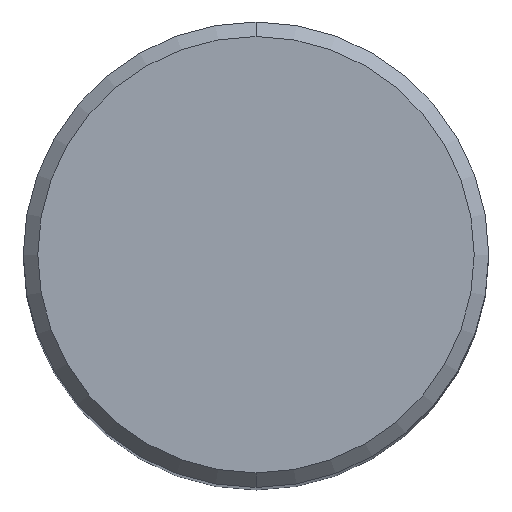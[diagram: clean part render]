
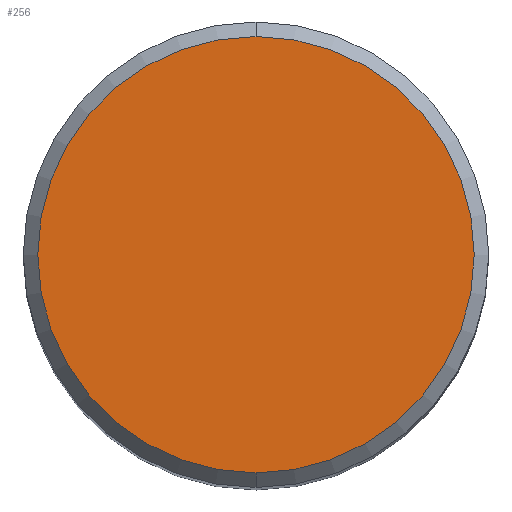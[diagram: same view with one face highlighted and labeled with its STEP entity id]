
A CAD part, top view. The second image highlights one B-rep face of the part: STEP entity #256.
In plain terms, the highlighted planar face has unit normal (0, 0, 1).
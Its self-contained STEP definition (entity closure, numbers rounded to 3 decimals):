
#240=VERTEX_POINT('',#464);
#256=ADVANCED_FACE('',(#481),#482,.T.);
#258=EDGE_CURVE('',#284,#240,#484,.T.);
#278=EDGE_CURVE('',#240,#284,#507,.T.);
#284=VERTEX_POINT('',#515);
#464=CARTESIAN_POINT('',(0.,-15.0,0.0));
#481=FACE_OUTER_BOUND('',#753,.T.);
#482=PLANE('',#754);
#484=CIRCLE('',#757,15.0);
#507=CIRCLE('',#784,15.0);
#515=CARTESIAN_POINT('',(0.0,15.0,0.0));
#753=EDGE_LOOP('',(#1036,#1037));
#754=AXIS2_PLACEMENT_3D('',#1038,#1039,#1040);
#757=AXIS2_PLACEMENT_3D('',#1041,#1042,#1043);
#784=AXIS2_PLACEMENT_3D('',#1072,#1073,#1074);
#1036=ORIENTED_EDGE('',*,*,#258,.F.);
#1037=ORIENTED_EDGE('',*,*,#278,.F.);
#1038=CARTESIAN_POINT('',(0.0,7.5,0.0));
#1039=DIRECTION('',(-0.0,0.0,1.0));
#1040=DIRECTION('',(0.0,-1.0,0.0));
#1041=CARTESIAN_POINT('',(0.0,0.0,0.0));
#1042=DIRECTION('',(0.0,0.0,-1.0));
#1043=DIRECTION('',(0.0,1.0,0.0));
#1072=CARTESIAN_POINT('',(0.0,0.0,0.0));
#1073=DIRECTION('',(0.0,0.0,-1.0));
#1074=DIRECTION('',(0.0,1.0,0.0));
